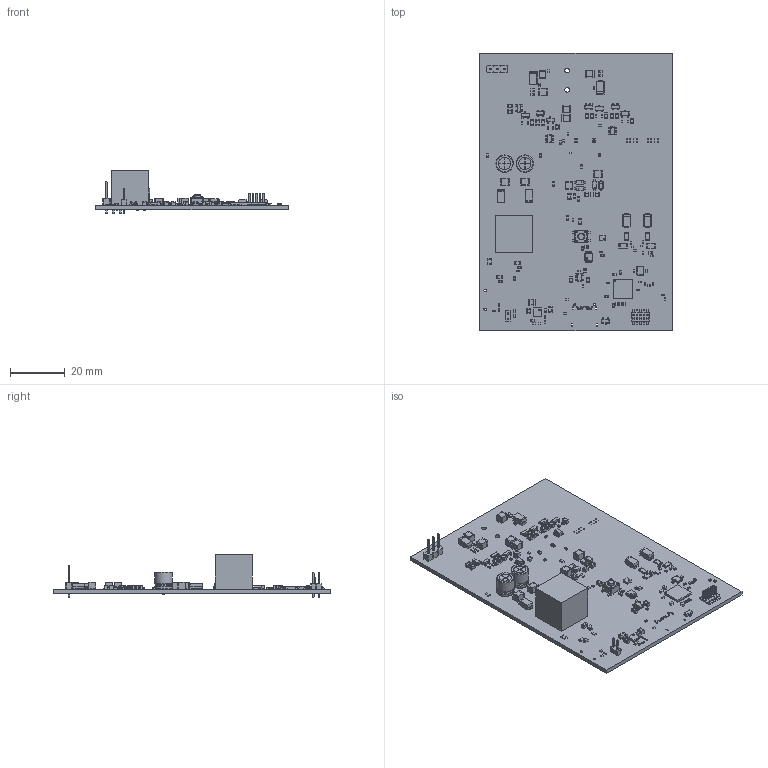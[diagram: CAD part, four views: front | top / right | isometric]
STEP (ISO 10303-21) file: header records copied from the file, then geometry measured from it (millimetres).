
FILE_DESCRIPTION(('KiCad electronic assembly'),'2;1');
FILE_NAME('PCB STEP file.step','2025-10-27T20:12:56',('Pcbnew'),('Kicad' ),'Open CASCADE STEP processor 7.8','KiCad to STEP converter', 'Unknown');
FILE_SCHEMA(('AUTOMOTIVE_DESIGN { 1 0 10303 214 1 1 1 1 }'));
Length unit declared in the file: millimetre
Products named in the file (31): PCB STEP file 1; C_0805_2012Metric; R_0402_1005Metric; C_0402_1005Metric; Unnamed-Cube; LED_0402_1005Metric; R_0603_1608Metric; C_0603_1608Metric; SOT-143; L_1008_2520Metric; D_SOD-123; SOT-23; SOT-23-6; Nordic_AQFN-73-1EP_7x7mm_P0.5mm; D_SMA; Texas_S-PVSON-N10; D_SOD-882; C_1210_3225Metric; R_1206_3216Metric; SSOP-8_2.95x2.8mm_P0.65mm; PinHeader_2x05_P1.27mm_Vertical_SMD; L_0402_1005Metric; CP_Radial_D6.3mm_P2.50mm; SOT-23-5; PinHeader_1x02_P2.00mm_Vertical; PinHeader_1x03_P2.54mm_Vertical; Crystal_SMD_3225-4Pin_3.2x2.5mm; LGA-12_2x2mm_P0.5mm; R_0805_2012Metric; SW_SPST_PTS647Sx38; OpenAVNS KiCad Project_PCB
Assembly tree (157 placements, depth 2):
  PCB STEP file 1
    C_0805_2012Metric  x21
    R_0402_1005Metric  x26
    C_0402_1005Metric  x29
    Unnamed-Cube
    LED_0402_1005Metric  x2
    R_0603_1608Metric  x12
    C_0603_1608Metric  x12
    SOT-143  x4
    L_1008_2520Metric
    D_SOD-123  x4
    SOT-23  x5
    SOT-23-6  x2
    Nordic_AQFN-73-1EP_7x7mm_P0.5mm
    D_SMA  x6
    Texas_S-PVSON-N10
    D_SOD-882
    C_1210_3225Metric  x9
    R_1206_3216Metric  x4
    SSOP-8_2.95x2.8mm_P0.65mm
    PinHeader_2x05_P1.27mm_Vertical_SMD
    L_0402_1005Metric  x3
    CP_Radial_D6.3mm_P2.50mm  x2
    SOT-23-5
    PinHeader_1x02_P2.00mm_Vertical
    PinHeader_1x03_P2.54mm_Vertical
    Crystal_SMD_3225-4Pin_3.2x2.5mm
    LGA-12_2x2mm_P0.5mm
    R_0805_2012Metric  x2
    SW_SPST_PTS647Sx38
    OpenAVNS KiCad Project_PCB
Bounding box: 69.91 x 100.88 x 15.7 mm (x, y, z)
Volume: 14037.6 mm3; surface area: 18725.9 mm2
Topology: 167 solids, 169 shells, 6021 faces, 15354 edges, 9966 vertices
Faces by surface type: plane 3895, cylinder 1769, bspline 340, revolution 12, torus 5
Full cylindrical faces by diameter (mm): 0.25 x73, 0.3 x21, 0.35 x1, 0.4 x12, 0.5 x5, 0.6 x5, 0.65 x1, 0.8 x6, 0.9 x2, 1 x3, 1.7 x2, 2.3 x1, 2.4 x1
Entity records: 72411 total; most frequent: CARTESIAN_POINT 10975, ORIENTED_EDGE 9524, DIRECTION 9414, EDGE_CURVE 4762, LINE 3676, VECTOR 3676, VERTEX_POINT 3064, AXIS2_PLACEMENT_3D 2865
